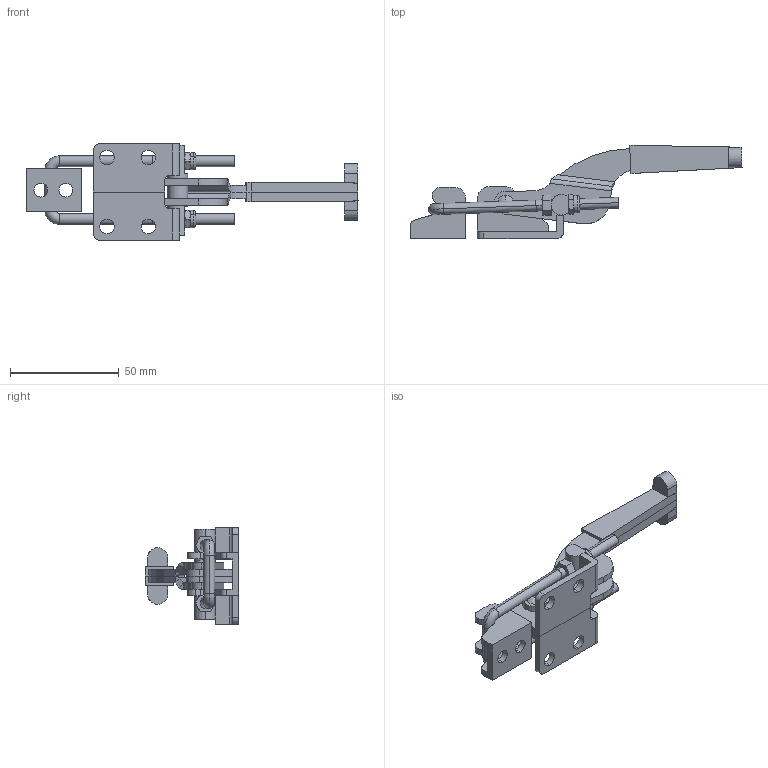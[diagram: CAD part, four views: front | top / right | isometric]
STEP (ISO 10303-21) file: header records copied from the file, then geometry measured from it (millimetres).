
FILE_DESCRIPTION (( 'STEP AP214' ), '1' );
FILE_NAME ('493797(GH-431).STEP', '2019-01-16T01:43:26', ( 'LinWei' ), ( '' ), 'SwSTEP 2.0', 'SolidWorks 2016', '' );
FILE_SCHEMA (( 'AUTOMOTIVE_DESIGN' ));
Length unit declared in the file: millimetre
Products named in the file (5): Group2^493797(GH-431); Group1^493797(GH-431); 493797(GH-431); Group4^493797(GH-431); Group3^493797(GH-431)
Assembly tree (4 placements, depth 2):
  493797(GH-431)
    Group1^493797(GH-431)
    Group2^493797(GH-431)
    Group3^493797(GH-431)
    Group4^493797(GH-431)
Bounding box: 152.78 x 42.89 x 44.4 mm (x, y, z)
Volume: 31688.7 mm3; surface area: 21396.8 mm2
Topology: 6 solids, 6 shells, 300 faces, 721 edges, 437 vertices
Faces by surface type: plane 127, cylinder 115, cone 38, torus 10, bspline 8, sphere 2
Entity records: 9709 total; most frequent: CARTESIAN_POINT 1961, DIRECTION 1508, ORIENTED_EDGE 1442, EDGE_CURVE 721, AXIS2_PLACEMENT_3D 560, VERTEX_POINT 437, VECTOR 388, LINE 388
